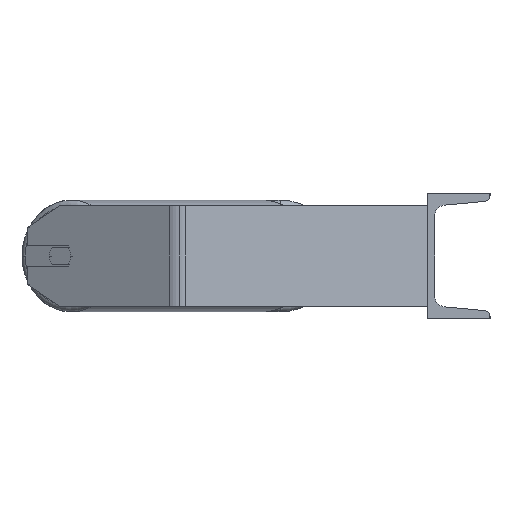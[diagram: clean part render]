
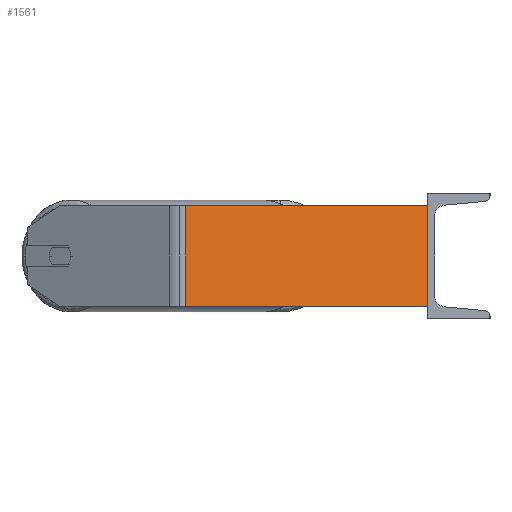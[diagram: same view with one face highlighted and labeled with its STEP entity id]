
A CAD part, left-side view. The second image highlights one B-rep face of the part: STEP entity #1561.
In plain terms, the highlighted planar face has unit normal (-0.966, -0.259, 0).
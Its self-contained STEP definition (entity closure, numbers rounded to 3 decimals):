
#151 = EDGE_CURVE ( 'NONE', #2708, #1497, #2121, .T. ) ;
#332 = FACE_OUTER_BOUND ( 'NONE', #2754, .T. ) ;
#628 = CARTESIAN_POINT ( 'NONE',  ( -485., 0., 40. ) ) ;
#708 = DIRECTION ( 'NONE',  ( 0., 0., -1. ) ) ;
#1438 = DIRECTION ( 'NONE',  ( 0., 0., -1. ) ) ;
#1497 = VERTEX_POINT ( 'NONE', #8257 ) ;
#1561 = ADVANCED_FACE ( 'NONE', ( #332 ), #8058, .F. ) ;
#1648 = VECTOR ( 'NONE', #708, 1000. ) ;
#1735 = CARTESIAN_POINT ( 'NONE',  ( -485., 0., 40. ) ) ;
#1810 = ORIENTED_EDGE ( 'NONE', *, *, #151, .T. ) ;
#1934 = LINE ( 'NONE', #8779, #9100 ) ;
#2121 = LINE ( 'NONE', #7741, #3539 ) ;
#2283 = ORIENTED_EDGE ( 'NONE', *, *, #3814, .F. ) ;
#2708 = VERTEX_POINT ( 'NONE', #5141 ) ;
#2754 = EDGE_LOOP ( 'NONE', ( #4884, #4634, #2283, #1810 ) ) ;
#2757 = LINE ( 'NONE', #628, #1648 ) ;
#2923 = VERTEX_POINT ( 'NONE', #1735 ) ;
#3202 = CARTESIAN_POINT ( 'NONE',  ( -538.329, 199.026, -40. ) ) ;
#3539 = VECTOR ( 'NONE', #1438, 1000. ) ;
#3814 = EDGE_CURVE ( 'NONE', #2708, #2923, #1934, .T. ) ;
#3990 = EDGE_CURVE ( 'NONE', #1497, #5837, #4755, .T. ) ;
#4048 = DIRECTION ( 'NONE',  ( 0.259, -0.966, 0. ) ) ;
#4607 = DIRECTION ( 'NONE',  ( 0.259, -0.966, 0. ) ) ;
#4634 = ORIENTED_EDGE ( 'NONE', *, *, #8539, .F. ) ;
#4656 = DIRECTION ( 'NONE',  ( 0.966, 0.259, 0. ) ) ;
#4755 = LINE ( 'NONE', #3202, #8059 ) ;
#4823 = CARTESIAN_POINT ( 'NONE',  ( -485., 0., -40. ) ) ;
#4884 = ORIENTED_EDGE ( 'NONE', *, *, #3990, .T. ) ;
#5141 = CARTESIAN_POINT ( 'NONE',  ( -536.614, 192.624, 40. ) ) ;
#5837 = VERTEX_POINT ( 'NONE', #4823 ) ;
#6042 = CARTESIAN_POINT ( 'NONE',  ( -538.329, 199.026, 40. ) ) ;
#7741 = CARTESIAN_POINT ( 'NONE',  ( -536.614, 192.624, 40. ) ) ;
#7764 = AXIS2_PLACEMENT_3D ( 'NONE', #6042, #4656, #8796 ) ;
#8058 = PLANE ( 'NONE',  #7764 ) ;
#8059 = VECTOR ( 'NONE', #4607, 1000. ) ;
#8257 = CARTESIAN_POINT ( 'NONE',  ( -536.614, 192.624, -40. ) ) ;
#8539 = EDGE_CURVE ( 'NONE', #2923, #5837, #2757, .T. ) ;
#8779 = CARTESIAN_POINT ( 'NONE',  ( -538.329, 199.026, 40. ) ) ;
#8796 = DIRECTION ( 'NONE',  ( -0.259, 0.966, 0. ) ) ;
#9100 = VECTOR ( 'NONE', #4048, 1000. ) ;
